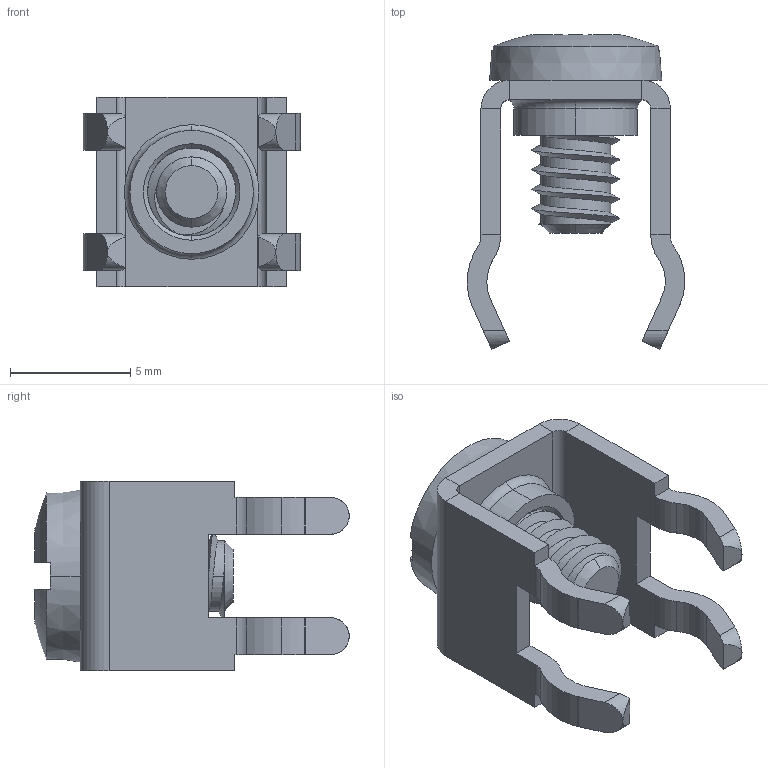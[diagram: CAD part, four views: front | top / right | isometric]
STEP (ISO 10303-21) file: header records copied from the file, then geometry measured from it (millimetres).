
FILE_DESCRIPTION (( 'STEP AP214' ), '1' );
FILE_NAME ('7693.STEP', '2017-11-17T15:01:46', ( '' ), ( '' ), 'SwSTEP 2.0', 'SolidWorks 2013', '' );
FILE_SCHEMA (( 'AUTOMOTIVE_DESIGN' ));
Length unit declared in the file: inch
Products named in the file (1): 7693
Bounding box: 9.04 x 13.07 x 7.87 mm (x, y, z)
Volume: 239.2 mm3; surface area: 667.6 mm2
Topology: 2 solids, 2 shells, 149 faces, 399 edges, 255 vertices
Faces by surface type: plane 66, cylinder 59, cone 14, torus 6, bspline 4
Entity records: 7503 total; most frequent: CARTESIAN_POINT 1986, ORIENTED_EDGE 794, DIRECTION 693, EDGE_CURVE 397, VERTEX_POINT 255, AXIS2_PLACEMENT_3D 245, VECTOR 203, LINE 203
